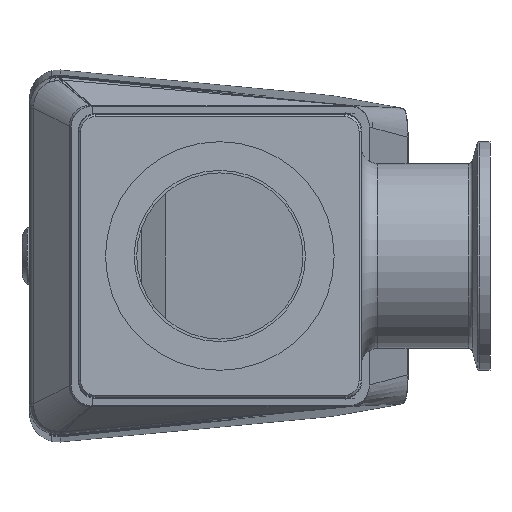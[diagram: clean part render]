
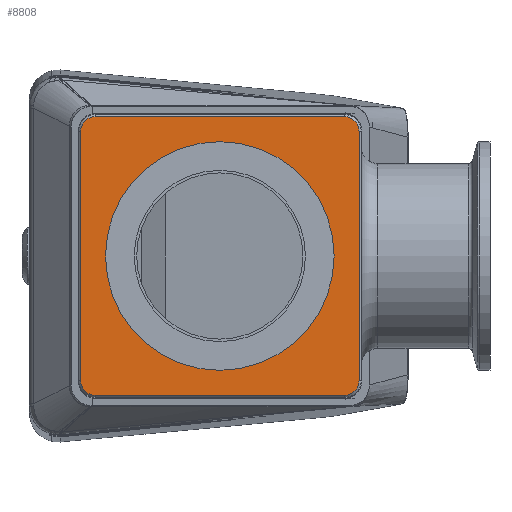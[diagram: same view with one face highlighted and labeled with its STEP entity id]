
A CAD part, front view. The second image highlights one B-rep face of the part: STEP entity #8808.
In plain terms, the highlighted planar face has unit normal (0, -1, 0).
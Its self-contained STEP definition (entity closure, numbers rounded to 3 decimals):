
#7161=FACE_BOUND('',#11016,.T.);
#7162=FACE_BOUND('',#11017,.T.);
#8808=ADVANCED_FACE('NONE',(#7161,#7162),#9672,.F.);
#9672=PLANE('',#23234);
#11016=EDGE_LOOP('',(#13791));
#11017=EDGE_LOOP('',(#13792,#13793,#13794,#13795,#13796,#13797,#13798,#13799));
#11959=LINE('',#27256,#12778);
#11966=LINE('',#27278,#12785);
#11968=LINE('',#27283,#12787);
#11972=LINE('',#27298,#12791);
#12778=VECTOR('',#24139,1.);
#12785=VECTOR('',#24160,1.);
#12787=VECTOR('',#24164,1.);
#12791=VECTOR('',#24182,1.);
#13791=ORIENTED_EDGE('',*,*,#20520,.T.);
#13792=ORIENTED_EDGE('',*,*,#20474,.T.);
#13793=ORIENTED_EDGE('',*,*,#20469,.T.);
#13794=ORIENTED_EDGE('',*,*,#20476,.T.);
#13795=ORIENTED_EDGE('',*,*,#20482,.T.);
#13796=ORIENTED_EDGE('',*,*,#20488,.T.);
#13797=ORIENTED_EDGE('',*,*,#20490,.T.);
#13798=ORIENTED_EDGE('',*,*,#20486,.T.);
#13799=ORIENTED_EDGE('',*,*,#20480,.T.);
#18722=VERTEX_POINT('',#27255);
#18723=VERTEX_POINT('',#27257);
#18725=VERTEX_POINT('',#27263);
#18728=VERTEX_POINT('',#27270);
#18729=VERTEX_POINT('',#27275);
#18732=VERTEX_POINT('',#27282);
#18733=VERTEX_POINT('',#27287);
#18736=VERTEX_POINT('',#27294);
#18757=VERTEX_POINT('',#27373);
#20469=EDGE_CURVE('NONE',#18723,#18722,#11959,.T.);
#20474=EDGE_CURVE('NONE',#18725,#18723,#22970,.T.);
#20476=EDGE_CURVE('NONE',#18722,#18728,#22971,.T.);
#20480=EDGE_CURVE('NONE',#18729,#18725,#11966,.T.);
#20482=EDGE_CURVE('NONE',#18728,#18732,#11968,.T.);
#20486=EDGE_CURVE('NONE',#18733,#18729,#22974,.T.);
#20488=EDGE_CURVE('NONE',#18732,#18736,#22975,.T.);
#20490=EDGE_CURVE('NONE',#18736,#18733,#11972,.T.);
#20520=EDGE_CURVE('NONE',#18757,#18757,#22997,.T.);
#22970=CIRCLE('',#23129,3.5);
#22971=CIRCLE('',#23131,3.5);
#22974=CIRCLE('',#23137,3.5);
#22975=CIRCLE('',#23139,3.5);
#22997=CIRCLE('',#23186,26.25);
#23129=AXIS2_PLACEMENT_3D('',#27266,#24147,#24148);
#23131=AXIS2_PLACEMENT_3D('',#27271,#24152,#24153);
#23137=AXIS2_PLACEMENT_3D('',#27290,#24171,#24172);
#23139=AXIS2_PLACEMENT_3D('',#27295,#24176,#24177);
#23186=AXIS2_PLACEMENT_3D('',#27372,#24280,#24281);
#23234=AXIS2_PLACEMENT_3D('',#27442,#24376,#24377);
#24139=DIRECTION('',(-1.,0.,0.));
#24147=DIRECTION('',(0.,-1.,0.));
#24148=DIRECTION('',(0.,0.,1.));
#24152=DIRECTION('',(0.,-1.,0.));
#24153=DIRECTION('',(0.,0.,1.));
#24160=DIRECTION('',(0.,0.,1.));
#24164=DIRECTION('',(0.,0.,-1.));
#24171=DIRECTION('',(0.,-1.,0.));
#24172=DIRECTION('',(0.,0.,1.));
#24176=DIRECTION('',(0.,-1.,0.));
#24177=DIRECTION('',(0.,0.,1.));
#24182=DIRECTION('',(1.,0.,0.));
#24280=DIRECTION('',(0.,1.,0.));
#24281=DIRECTION('',(-1.,0.,0.));
#24376=DIRECTION('',(0.,1.,0.));
#24377=DIRECTION('',(0.,0.,1.));
#27255=CARTESIAN_POINT('',(-30.,-12.,33.5));
#27256=CARTESIAN_POINT('',(-30.,-12.,33.5));
#27257=CARTESIAN_POINT('',(30.,-12.,33.5));
#27263=CARTESIAN_POINT('',(33.5,-12.,30.));
#27266=CARTESIAN_POINT('',(30.,-12.,30.));
#27270=CARTESIAN_POINT('',(-33.5,-12.,30.));
#27271=CARTESIAN_POINT('',(-30.,-12.,30.));
#27275=CARTESIAN_POINT('',(33.5,-12.,-30.));
#27278=CARTESIAN_POINT('',(33.5,-12.,34.));
#27282=CARTESIAN_POINT('',(-33.5,-12.,-30.));
#27283=CARTESIAN_POINT('',(-33.5,-12.,34.));
#27287=CARTESIAN_POINT('',(30.,-12.,-33.5));
#27290=CARTESIAN_POINT('',(30.,-12.,-30.));
#27294=CARTESIAN_POINT('',(-30.,-12.,-33.5));
#27295=CARTESIAN_POINT('',(-30.,-12.,-30.));
#27298=CARTESIAN_POINT('',(0.,-12.,-33.5));
#27372=CARTESIAN_POINT('',(0.,-12.,0.));
#27373=CARTESIAN_POINT('',(-26.25,-12.,0.));
#27442=CARTESIAN_POINT('',(0.,-12.,34.));
